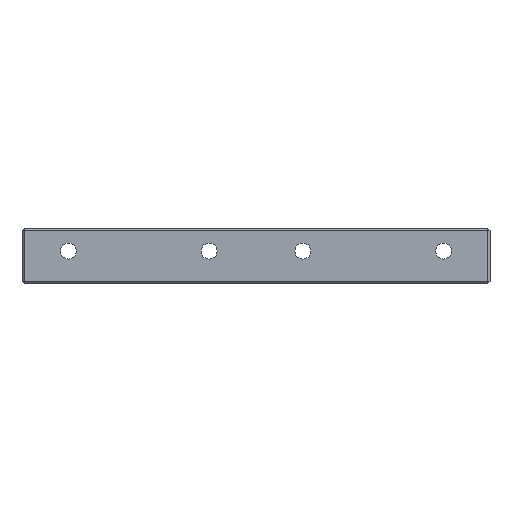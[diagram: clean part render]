
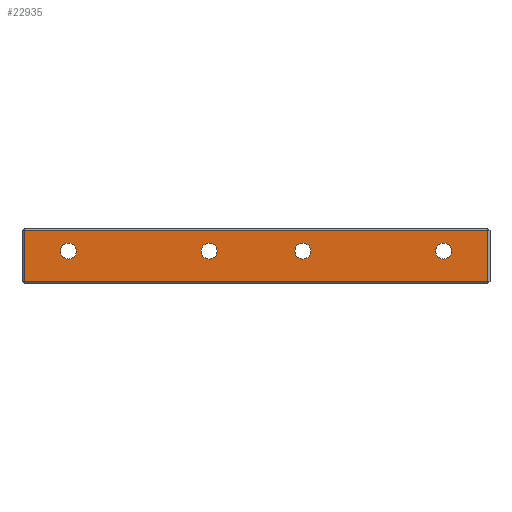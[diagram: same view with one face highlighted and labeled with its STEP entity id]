
A CAD part, left-side view. The second image highlights one B-rep face of the part: STEP entity #22935.
In plain terms, the highlighted planar face has unit normal (-1, 0, 0).
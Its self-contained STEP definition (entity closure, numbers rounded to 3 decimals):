
#16249 = PLANE('',#16250);
#16250 = AXIS2_PLACEMENT_3D('',#16251,#16252,#16253);
#16251 = CARTESIAN_POINT('',(3.25,49.65,3.));
#16252 = DIRECTION('',(-0.707,0.707,0.));
#16253 = DIRECTION('',(-0.,-0.,-1.));
#16790 = PLANE('',#16791);
#16791 = AXIS2_PLACEMENT_3D('',#16792,#16793,#16794);
#16792 = CARTESIAN_POINT('',(3.25,-49.65,3.));
#16793 = DIRECTION('',(-0.707,-0.707,0.));
#16794 = DIRECTION('',(0.,0.,1.));
#18767 = PLANE('',#18768);
#18768 = AXIS2_PLACEMENT_3D('',#18769,#18770,#18771);
#18769 = CARTESIAN_POINT('',(3.25,-49.9,14.65));
#18770 = DIRECTION('',(-0.707,0.,0.707));
#18771 = DIRECTION('',(0.,1.,0.));
#18902 = CYLINDRICAL_SURFACE('',#18903,1.7);
#18903 = AXIS2_PLACEMENT_3D('',#18904,#18905,#18906);
#18904 = CARTESIAN_POINT('',(3.,40.,10.));
#18905 = DIRECTION('',(1.,0.,0.));
#18906 = DIRECTION('',(0.,0.,1.));
#18942 = CYLINDRICAL_SURFACE('',#18943,1.7);
#18943 = AXIS2_PLACEMENT_3D('',#18944,#18945,#18946);
#18944 = CARTESIAN_POINT('',(3.,10.,10.));
#18945 = DIRECTION('',(1.,0.,0.));
#18946 = DIRECTION('',(0.,0.,1.));
#18982 = CYLINDRICAL_SURFACE('',#18983,1.7);
#18983 = AXIS2_PLACEMENT_3D('',#18984,#18985,#18986);
#18984 = CARTESIAN_POINT('',(3.,-40.,10.));
#18985 = DIRECTION('',(1.,0.,0.));
#18986 = DIRECTION('',(0.,0.,1.));
#19022 = CYLINDRICAL_SURFACE('',#19023,1.7);
#19023 = AXIS2_PLACEMENT_3D('',#19024,#19025,#19026);
#19024 = CARTESIAN_POINT('',(3.,-10.,10.));
#19025 = DIRECTION('',(1.,0.,0.));
#19026 = DIRECTION('',(0.,0.,1.));
#19071 = VERTEX_POINT('',#19072);
#19072 = CARTESIAN_POINT('',(3.,49.4,14.4));
#19093 = EDGE_CURVE('',#19094,#19071,#19096,.T.);
#19094 = VERTEX_POINT('',#19095);
#19095 = CARTESIAN_POINT('',(3.,49.4,3.5));
#19096 = SURFACE_CURVE('',#19097,(#19101,#19108),.PCURVE_S1.);
#19097 = LINE('',#19098,#19099);
#19098 = CARTESIAN_POINT('',(3.,49.4,3.));
#19099 = VECTOR('',#19100,1.);
#19100 = DIRECTION('',(0.,0.,1.));
#19101 = PCURVE('',#16249,#19102);
#19102 = DEFINITIONAL_REPRESENTATION('',(#19103),#19107);
#19103 = LINE('',#19104,#19105);
#19104 = CARTESIAN_POINT('',(-0.,0.354));
#19105 = VECTOR('',#19106,1.);
#19106 = DIRECTION('',(-1.,0.));
#19107 = ( GEOMETRIC_REPRESENTATION_CONTEXT(2) 
PARAMETRIC_REPRESENTATION_CONTEXT() REPRESENTATION_CONTEXT('2D SPACE',''
  ) );
#19108 = PCURVE('',#19109,#19114);
#19109 = PLANE('',#19110);
#19110 = AXIS2_PLACEMENT_3D('',#19111,#19112,#19113);
#19111 = CARTESIAN_POINT('',(3.,-49.9,3.));
#19112 = DIRECTION('',(-1.,0.,0.));
#19113 = DIRECTION('',(0.,1.,0.));
#19114 = DEFINITIONAL_REPRESENTATION('',(#19115),#19119);
#19115 = LINE('',#19116,#19117);
#19116 = CARTESIAN_POINT('',(99.3,0.));
#19117 = VECTOR('',#19118,1.);
#19118 = DIRECTION('',(0.,-1.));
#19119 = ( GEOMETRIC_REPRESENTATION_CONTEXT(2) 
PARAMETRIC_REPRESENTATION_CONTEXT() REPRESENTATION_CONTEXT('2D SPACE',''
  ) );
#19693 = VERTEX_POINT('',#19694);
#19694 = CARTESIAN_POINT('',(3.,-49.4,14.4));
#19715 = EDGE_CURVE('',#19716,#19693,#19718,.T.);
#19716 = VERTEX_POINT('',#19717);
#19717 = CARTESIAN_POINT('',(3.,-49.4,3.5));
#19718 = SURFACE_CURVE('',#19719,(#19723,#19730),.PCURVE_S1.);
#19719 = LINE('',#19720,#19721);
#19720 = CARTESIAN_POINT('',(3.,-49.4,3.));
#19721 = VECTOR('',#19722,1.);
#19722 = DIRECTION('',(0.,0.,1.));
#19723 = PCURVE('',#16790,#19724);
#19724 = DEFINITIONAL_REPRESENTATION('',(#19725),#19729);
#19725 = LINE('',#19726,#19727);
#19726 = CARTESIAN_POINT('',(0.,0.354));
#19727 = VECTOR('',#19728,1.);
#19728 = DIRECTION('',(1.,0.));
#19729 = ( GEOMETRIC_REPRESENTATION_CONTEXT(2) 
PARAMETRIC_REPRESENTATION_CONTEXT() REPRESENTATION_CONTEXT('2D SPACE',''
  ) );
#19730 = PCURVE('',#19109,#19731);
#19731 = DEFINITIONAL_REPRESENTATION('',(#19732),#19736);
#19732 = LINE('',#19733,#19734);
#19733 = CARTESIAN_POINT('',(0.5,0.));
#19734 = VECTOR('',#19735,1.);
#19735 = DIRECTION('',(0.,-1.));
#19736 = ( GEOMETRIC_REPRESENTATION_CONTEXT(2) 
PARAMETRIC_REPRESENTATION_CONTEXT() REPRESENTATION_CONTEXT('2D SPACE',''
  ) );
#22657 = EDGE_CURVE('',#19693,#19071,#22658,.T.);
#22658 = SURFACE_CURVE('',#22659,(#22663,#22670),.PCURVE_S1.);
#22659 = LINE('',#22660,#22661);
#22660 = CARTESIAN_POINT('',(3.,-49.9,14.4));
#22661 = VECTOR('',#22662,1.);
#22662 = DIRECTION('',(0.,1.,0.));
#22663 = PCURVE('',#18767,#22664);
#22664 = DEFINITIONAL_REPRESENTATION('',(#22665),#22669);
#22665 = LINE('',#22666,#22667);
#22666 = CARTESIAN_POINT('',(0.,0.354));
#22667 = VECTOR('',#22668,1.);
#22668 = DIRECTION('',(1.,0.));
#22669 = ( GEOMETRIC_REPRESENTATION_CONTEXT(2) 
PARAMETRIC_REPRESENTATION_CONTEXT() REPRESENTATION_CONTEXT('2D SPACE',''
  ) );
#22670 = PCURVE('',#19109,#22671);
#22671 = DEFINITIONAL_REPRESENTATION('',(#22672),#22676);
#22672 = LINE('',#22673,#22674);
#22673 = CARTESIAN_POINT('',(0.,-11.4));
#22674 = VECTOR('',#22675,1.);
#22675 = DIRECTION('',(1.,0.));
#22676 = ( GEOMETRIC_REPRESENTATION_CONTEXT(2) 
PARAMETRIC_REPRESENTATION_CONTEXT() REPRESENTATION_CONTEXT('2D SPACE',''
  ) );
#22702 = EDGE_CURVE('',#22703,#22703,#22705,.T.);
#22703 = VERTEX_POINT('',#22704);
#22704 = CARTESIAN_POINT('',(3.,40.,11.7));
#22705 = SURFACE_CURVE('',#22706,(#22711,#22718),.PCURVE_S1.);
#22706 = CIRCLE('',#22707,1.7);
#22707 = AXIS2_PLACEMENT_3D('',#22708,#22709,#22710);
#22708 = CARTESIAN_POINT('',(3.,40.,10.));
#22709 = DIRECTION('',(-1.,0.,0.));
#22710 = DIRECTION('',(0.,0.,1.));
#22711 = PCURVE('',#18902,#22712);
#22712 = DEFINITIONAL_REPRESENTATION('',(#22713),#22717);
#22713 = LINE('',#22714,#22715);
#22714 = CARTESIAN_POINT('',(-0.,0.));
#22715 = VECTOR('',#22716,1.);
#22716 = DIRECTION('',(-1.,0.));
#22717 = ( GEOMETRIC_REPRESENTATION_CONTEXT(2) 
PARAMETRIC_REPRESENTATION_CONTEXT() REPRESENTATION_CONTEXT('2D SPACE',''
  ) );
#22718 = PCURVE('',#19109,#22719);
#22719 = DEFINITIONAL_REPRESENTATION('',(#22720),#22724);
#22720 = CIRCLE('',#22721,1.7);
#22721 = AXIS2_PLACEMENT_2D('',#22722,#22723);
#22722 = CARTESIAN_POINT('',(89.9,-7.));
#22723 = DIRECTION('',(0.,-1.));
#22724 = ( GEOMETRIC_REPRESENTATION_CONTEXT(2) 
PARAMETRIC_REPRESENTATION_CONTEXT() REPRESENTATION_CONTEXT('2D SPACE',''
  ) );
#22752 = EDGE_CURVE('',#22753,#22753,#22755,.T.);
#22753 = VERTEX_POINT('',#22754);
#22754 = CARTESIAN_POINT('',(3.,10.,11.7));
#22755 = SURFACE_CURVE('',#22756,(#22761,#22768),.PCURVE_S1.);
#22756 = CIRCLE('',#22757,1.7);
#22757 = AXIS2_PLACEMENT_3D('',#22758,#22759,#22760);
#22758 = CARTESIAN_POINT('',(3.,10.,10.));
#22759 = DIRECTION('',(-1.,0.,0.));
#22760 = DIRECTION('',(0.,0.,1.));
#22761 = PCURVE('',#18942,#22762);
#22762 = DEFINITIONAL_REPRESENTATION('',(#22763),#22767);
#22763 = LINE('',#22764,#22765);
#22764 = CARTESIAN_POINT('',(-0.,0.));
#22765 = VECTOR('',#22766,1.);
#22766 = DIRECTION('',(-1.,0.));
#22767 = ( GEOMETRIC_REPRESENTATION_CONTEXT(2) 
PARAMETRIC_REPRESENTATION_CONTEXT() REPRESENTATION_CONTEXT('2D SPACE',''
  ) );
#22768 = PCURVE('',#19109,#22769);
#22769 = DEFINITIONAL_REPRESENTATION('',(#22770),#22774);
#22770 = CIRCLE('',#22771,1.7);
#22771 = AXIS2_PLACEMENT_2D('',#22772,#22773);
#22772 = CARTESIAN_POINT('',(59.9,-7.));
#22773 = DIRECTION('',(0.,-1.));
#22774 = ( GEOMETRIC_REPRESENTATION_CONTEXT(2) 
PARAMETRIC_REPRESENTATION_CONTEXT() REPRESENTATION_CONTEXT('2D SPACE',''
  ) );
#22802 = EDGE_CURVE('',#22803,#22803,#22805,.T.);
#22803 = VERTEX_POINT('',#22804);
#22804 = CARTESIAN_POINT('',(3.,-40.,11.7));
#22805 = SURFACE_CURVE('',#22806,(#22811,#22818),.PCURVE_S1.);
#22806 = CIRCLE('',#22807,1.7);
#22807 = AXIS2_PLACEMENT_3D('',#22808,#22809,#22810);
#22808 = CARTESIAN_POINT('',(3.,-40.,10.));
#22809 = DIRECTION('',(-1.,0.,0.));
#22810 = DIRECTION('',(0.,0.,1.));
#22811 = PCURVE('',#18982,#22812);
#22812 = DEFINITIONAL_REPRESENTATION('',(#22813),#22817);
#22813 = LINE('',#22814,#22815);
#22814 = CARTESIAN_POINT('',(-0.,0.));
#22815 = VECTOR('',#22816,1.);
#22816 = DIRECTION('',(-1.,0.));
#22817 = ( GEOMETRIC_REPRESENTATION_CONTEXT(2) 
PARAMETRIC_REPRESENTATION_CONTEXT() REPRESENTATION_CONTEXT('2D SPACE',''
  ) );
#22818 = PCURVE('',#19109,#22819);
#22819 = DEFINITIONAL_REPRESENTATION('',(#22820),#22824);
#22820 = CIRCLE('',#22821,1.7);
#22821 = AXIS2_PLACEMENT_2D('',#22822,#22823);
#22822 = CARTESIAN_POINT('',(9.9,-7.));
#22823 = DIRECTION('',(0.,-1.));
#22824 = ( GEOMETRIC_REPRESENTATION_CONTEXT(2) 
PARAMETRIC_REPRESENTATION_CONTEXT() REPRESENTATION_CONTEXT('2D SPACE',''
  ) );
#22852 = EDGE_CURVE('',#22853,#22853,#22855,.T.);
#22853 = VERTEX_POINT('',#22854);
#22854 = CARTESIAN_POINT('',(3.,-10.,11.7));
#22855 = SURFACE_CURVE('',#22856,(#22861,#22868),.PCURVE_S1.);
#22856 = CIRCLE('',#22857,1.7);
#22857 = AXIS2_PLACEMENT_3D('',#22858,#22859,#22860);
#22858 = CARTESIAN_POINT('',(3.,-10.,10.));
#22859 = DIRECTION('',(-1.,0.,0.));
#22860 = DIRECTION('',(0.,0.,1.));
#22861 = PCURVE('',#19022,#22862);
#22862 = DEFINITIONAL_REPRESENTATION('',(#22863),#22867);
#22863 = LINE('',#22864,#22865);
#22864 = CARTESIAN_POINT('',(-0.,0.));
#22865 = VECTOR('',#22866,1.);
#22866 = DIRECTION('',(-1.,0.));
#22867 = ( GEOMETRIC_REPRESENTATION_CONTEXT(2) 
PARAMETRIC_REPRESENTATION_CONTEXT() REPRESENTATION_CONTEXT('2D SPACE',''
  ) );
#22868 = PCURVE('',#19109,#22869);
#22869 = DEFINITIONAL_REPRESENTATION('',(#22870),#22874);
#22870 = CIRCLE('',#22871,1.7);
#22871 = AXIS2_PLACEMENT_2D('',#22872,#22873);
#22872 = CARTESIAN_POINT('',(39.9,-7.));
#22873 = DIRECTION('',(0.,-1.));
#22874 = ( GEOMETRIC_REPRESENTATION_CONTEXT(2) 
PARAMETRIC_REPRESENTATION_CONTEXT() REPRESENTATION_CONTEXT('2D SPACE',''
  ) );
#22922 = PLANE('',#22923);
#22923 = AXIS2_PLACEMENT_3D('',#22924,#22925,#22926);
#22924 = CARTESIAN_POINT('',(3.25,-49.9,3.25));
#22925 = DIRECTION('',(0.707,0.,0.707));
#22926 = DIRECTION('',(0.,1.,0.));
#22935 = ADVANCED_FACE('',(#22936,#22962,#22965,#22968,#22971),#19109,
  .T.);
#22936 = FACE_BOUND('',#22937,.T.);
#22937 = EDGE_LOOP('',(#22938,#22939,#22940,#22961));
#22938 = ORIENTED_EDGE('',*,*,#22657,.T.);
#22939 = ORIENTED_EDGE('',*,*,#19093,.F.);
#22940 = ORIENTED_EDGE('',*,*,#22941,.F.);
#22941 = EDGE_CURVE('',#19716,#19094,#22942,.T.);
#22942 = SURFACE_CURVE('',#22943,(#22947,#22954),.PCURVE_S1.);
#22943 = LINE('',#22944,#22945);
#22944 = CARTESIAN_POINT('',(3.,-49.9,3.5));
#22945 = VECTOR('',#22946,1.);
#22946 = DIRECTION('',(0.,1.,0.));
#22947 = PCURVE('',#19109,#22948);
#22948 = DEFINITIONAL_REPRESENTATION('',(#22949),#22953);
#22949 = LINE('',#22950,#22951);
#22950 = CARTESIAN_POINT('',(0.,-0.5));
#22951 = VECTOR('',#22952,1.);
#22952 = DIRECTION('',(1.,0.));
#22953 = ( GEOMETRIC_REPRESENTATION_CONTEXT(2) 
PARAMETRIC_REPRESENTATION_CONTEXT() REPRESENTATION_CONTEXT('2D SPACE',''
  ) );
#22954 = PCURVE('',#22922,#22955);
#22955 = DEFINITIONAL_REPRESENTATION('',(#22956),#22960);
#22956 = LINE('',#22957,#22958);
#22957 = CARTESIAN_POINT('',(0.,0.354));
#22958 = VECTOR('',#22959,1.);
#22959 = DIRECTION('',(1.,0.));
#22960 = ( GEOMETRIC_REPRESENTATION_CONTEXT(2) 
PARAMETRIC_REPRESENTATION_CONTEXT() REPRESENTATION_CONTEXT('2D SPACE',''
  ) );
#22961 = ORIENTED_EDGE('',*,*,#19715,.T.);
#22962 = FACE_BOUND('',#22963,.T.);
#22963 = EDGE_LOOP('',(#22964));
#22964 = ORIENTED_EDGE('',*,*,#22802,.F.);
#22965 = FACE_BOUND('',#22966,.T.);
#22966 = EDGE_LOOP('',(#22967));
#22967 = ORIENTED_EDGE('',*,*,#22852,.F.);
#22968 = FACE_BOUND('',#22969,.T.);
#22969 = EDGE_LOOP('',(#22970));
#22970 = ORIENTED_EDGE('',*,*,#22752,.F.);
#22971 = FACE_BOUND('',#22972,.T.);
#22972 = EDGE_LOOP('',(#22973));
#22973 = ORIENTED_EDGE('',*,*,#22702,.F.);
